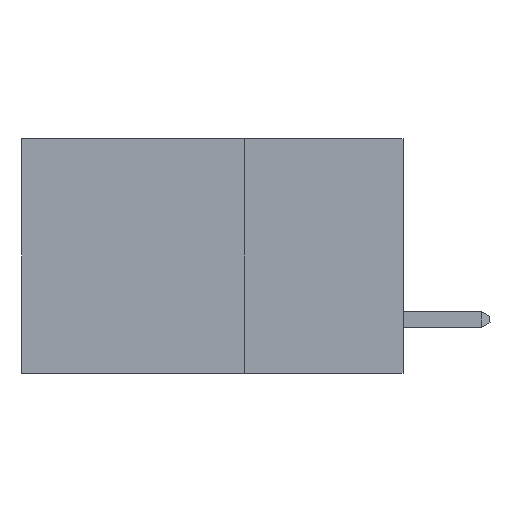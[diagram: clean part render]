
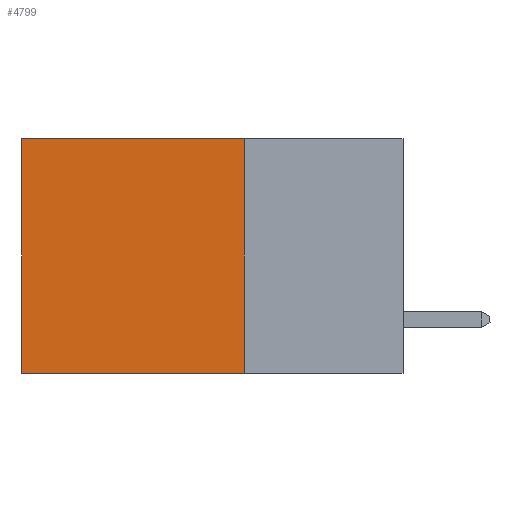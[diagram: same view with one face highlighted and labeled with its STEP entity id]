
A CAD part, left-side view. The second image highlights one B-rep face of the part: STEP entity #4799.
In plain terms, the highlighted planar face has unit normal (-1, 0, 0).
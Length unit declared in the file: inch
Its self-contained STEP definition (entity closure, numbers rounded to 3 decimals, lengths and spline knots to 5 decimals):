
#277 = LINE ( 'NONE', #7021, #4644 ) ;
#357 = LINE ( 'NONE', #2410, #4719 ) ;
#414 = VERTEX_POINT ( 'NONE', #5107 ) ;
#778 = FACE_OUTER_BOUND ( 'NONE', #8742, .T. ) ;
#1193 = DIRECTION ( 'NONE',  ( 0., 0., -1. ) ) ;
#2316 = ORIENTED_EDGE ( 'NONE', *, *, #6724, .T. ) ;
#2325 = ORIENTED_EDGE ( 'NONE', *, *, #3586, .F. ) ;
#2348 = ORIENTED_EDGE ( 'NONE', *, *, #9804, .F. ) ;
#2356 = ORIENTED_EDGE ( 'NONE', *, *, #7186, .T. ) ;
#2395 = DIRECTION ( 'NONE',  ( 0., 0., -1. ) ) ;
#2397 = DIRECTION ( 'NONE',  ( 1., 0., 0. ) ) ;
#2410 = CARTESIAN_POINT ( 'NONE',  ( 0.2875, 0.25, 0. ) ) ;
#2670 = PLANE ( 'NONE',  #8662 ) ;
#2996 = CARTESIAN_POINT ( 'NONE',  ( 0.2875, 0.25, 0. ) ) ;
#3317 = DIRECTION ( 'NONE',  ( 0., 0., -1. ) ) ;
#3586 = EDGE_CURVE ( 'NONE', #9253, #414, #5225, .T. ) ;
#4306 = CARTESIAN_POINT ( 'NONE',  ( 0.2875, 0.6, 0. ) ) ;
#4644 = VECTOR ( 'NONE', #7790, 39.37008 ) ;
#4719 = VECTOR ( 'NONE', #3317, 39.37008 ) ;
#4792 = LINE ( 'NONE', #10560, #8821 ) ;
#4799 = ADVANCED_FACE ( 'NONE', ( #778 ), #2670, .F. ) ;
#5107 = CARTESIAN_POINT ( 'NONE',  ( 0.2875, 0.6, -0.37 ) ) ;
#5225 = LINE ( 'NONE', #8092, #9222 ) ;
#6097 = CARTESIAN_POINT ( 'NONE',  ( 0.2875, 0.25, 0. ) ) ;
#6724 = EDGE_CURVE ( 'NONE', #10469, #414, #4792, .T. ) ;
#6876 = VERTEX_POINT ( 'NONE', #6097 ) ;
#7021 = CARTESIAN_POINT ( 'NONE',  ( 0.2875, 0.25, 0. ) ) ;
#7186 = EDGE_CURVE ( 'NONE', #6876, #10469, #277, .T. ) ;
#7790 = DIRECTION ( 'NONE',  ( 0., 1., 0. ) ) ;
#8046 = DIRECTION ( 'NONE',  ( 0., 1., 0. ) ) ;
#8092 = CARTESIAN_POINT ( 'NONE',  ( 0.2875, 0.25, -0.37 ) ) ;
#8442 = CARTESIAN_POINT ( 'NONE',  ( 0.2875, 0.25, -0.37 ) ) ;
#8662 = AXIS2_PLACEMENT_3D ( 'NONE', #2996, #2397, #2395 ) ;
#8742 = EDGE_LOOP ( 'NONE', ( #2316, #2325, #2348, #2356 ) ) ;
#8821 = VECTOR ( 'NONE', #1193, 39.37008 ) ;
#9222 = VECTOR ( 'NONE', #8046, 39.37008 ) ;
#9253 = VERTEX_POINT ( 'NONE', #8442 ) ;
#9804 = EDGE_CURVE ( 'NONE', #6876, #9253, #357, .T. ) ;
#10469 = VERTEX_POINT ( 'NONE', #4306 ) ;
#10560 = CARTESIAN_POINT ( 'NONE',  ( 0.2875, 0.6, 0. ) ) ;
